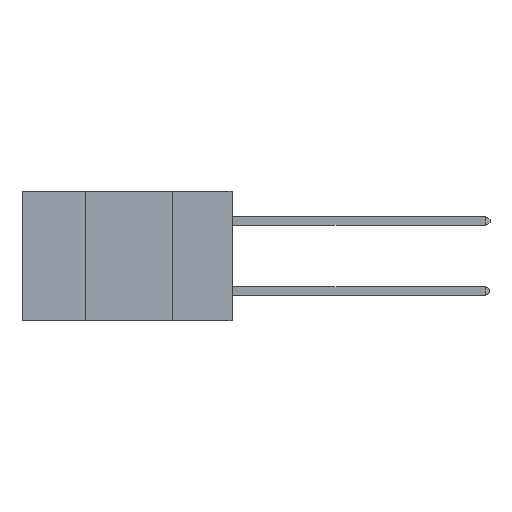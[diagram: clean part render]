
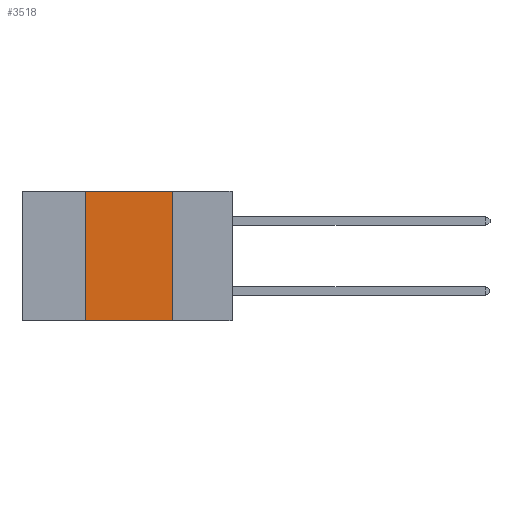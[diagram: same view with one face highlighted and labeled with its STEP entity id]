
A CAD part, left-side view. The second image highlights one B-rep face of the part: STEP entity #3518.
In plain terms, the highlighted planar face has unit normal (-1, 0, 0).
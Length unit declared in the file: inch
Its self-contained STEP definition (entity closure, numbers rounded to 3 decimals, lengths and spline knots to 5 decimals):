
#650 = VECTOR ( 'NONE', #8618, 39.37008 ) ;
#726 = ORIENTED_EDGE ( 'NONE', *, *, #5938, .T. ) ;
#917 = LINE ( 'NONE', #8792, #650 ) ;
#1524 = LINE ( 'NONE', #8923, #10110 ) ;
#1786 = CARTESIAN_POINT ( 'NONE',  ( 0., 0.42, -0.37 ) ) ;
#2283 = CARTESIAN_POINT ( 'NONE',  ( 0., 0.17, 0. ) ) ;
#2631 = LINE ( 'NONE', #9048, #4989 ) ;
#2963 = VECTOR ( 'NONE', #3864, 39.37008 ) ;
#3118 = VERTEX_POINT ( 'NONE', #4381 ) ;
#3217 = VERTEX_POINT ( 'NONE', #1786 ) ;
#3231 = CARTESIAN_POINT ( 'NONE',  ( 0., 0.17, -0.37 ) ) ;
#3518 = ADVANCED_FACE ( 'NONE', ( #9963 ), #9179, .F. ) ;
#3655 = EDGE_CURVE ( 'NONE', #5064, #3893, #917, .T. ) ;
#3864 = DIRECTION ( 'NONE',  ( 0., 0., 1. ) ) ;
#3893 = VERTEX_POINT ( 'NONE', #3231 ) ;
#3902 = CARTESIAN_POINT ( 'NONE',  ( 0., 0.42, 0. ) ) ;
#4115 = DIRECTION ( 'NONE',  ( 0., -1., 0. ) ) ;
#4381 = CARTESIAN_POINT ( 'NONE',  ( 0., 0.42, 0. ) ) ;
#4840 = EDGE_CURVE ( 'NONE', #3217, #3118, #5280, .T. ) ;
#4989 = VECTOR ( 'NONE', #4115, 39.37008 ) ;
#5064 = VERTEX_POINT ( 'NONE', #2283 ) ;
#5280 = LINE ( 'NONE', #3902, #2963 ) ;
#5938 = EDGE_CURVE ( 'NONE', #3217, #3893, #2631, .T. ) ;
#6153 = EDGE_LOOP ( 'NONE', ( #10406, #10395, #8280, #726 ) ) ;
#7040 = AXIS2_PLACEMENT_3D ( 'NONE', #9410, #10398, #9014 ) ;
#8124 = DIRECTION ( 'NONE',  ( 0., -1., 0. ) ) ;
#8280 = ORIENTED_EDGE ( 'NONE', *, *, #4840, .F. ) ;
#8293 = EDGE_CURVE ( 'NONE', #3118, #5064, #1524, .T. ) ;
#8618 = DIRECTION ( 'NONE',  ( 0., 0., -1. ) ) ;
#8792 = CARTESIAN_POINT ( 'NONE',  ( 0., 0.17, 0. ) ) ;
#8923 = CARTESIAN_POINT ( 'NONE',  ( 0., 0.6, 0. ) ) ;
#9014 = DIRECTION ( 'NONE',  ( 0., 0., -1. ) ) ;
#9048 = CARTESIAN_POINT ( 'NONE',  ( 0., 0.6, -0.37 ) ) ;
#9179 = PLANE ( 'NONE',  #7040 ) ;
#9410 = CARTESIAN_POINT ( 'NONE',  ( 0., 0.6, 0. ) ) ;
#9963 = FACE_OUTER_BOUND ( 'NONE', #6153, .T. ) ;
#10110 = VECTOR ( 'NONE', #8124, 39.37008 ) ;
#10395 = ORIENTED_EDGE ( 'NONE', *, *, #8293, .F. ) ;
#10398 = DIRECTION ( 'NONE',  ( 1., 0., 0. ) ) ;
#10406 = ORIENTED_EDGE ( 'NONE', *, *, #3655, .F. ) ;
